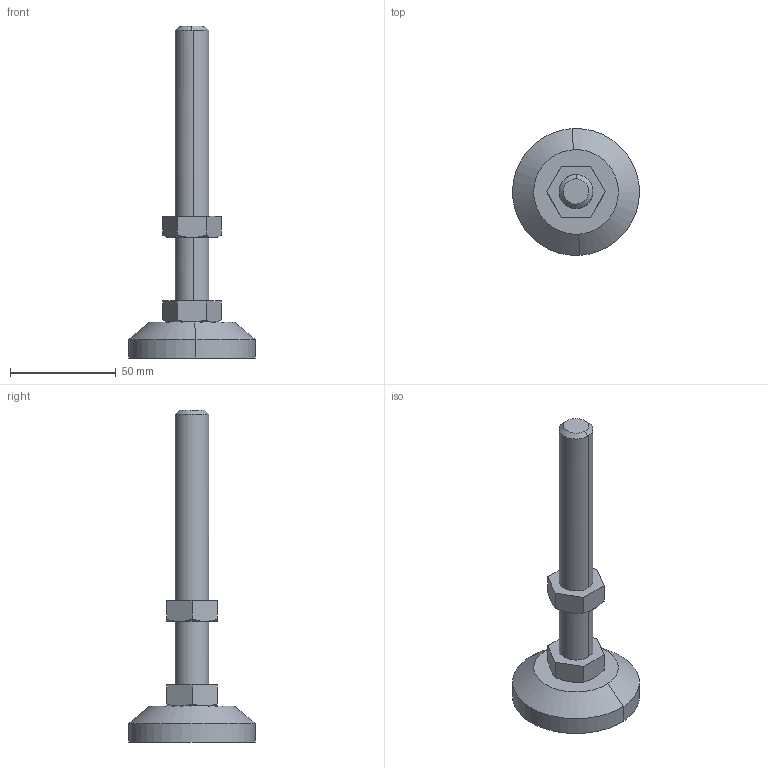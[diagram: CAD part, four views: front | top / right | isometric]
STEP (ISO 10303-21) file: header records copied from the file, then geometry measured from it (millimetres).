
FILE_DESCRIPTION((''),'2;1');
FILE_NAME('','2008-05-01T20:55:49',(''),(''),'','CADfix','');
FILE_SCHEMA(('AUTOMOTIVE_DESIGN { 1 0 10303 214 1 1 1 1 }'));
Length unit declared in the file: millimetre
Bounding box: 60 x 59.89 x 157 mm (x, y, z)
Volume: 66149.7 mm3; surface area: 19589.9 mm2
Topology: 3 solids, 3 shells, 67 faces, 200 edges, 144 vertices
Faces by surface type: bspline 67
Entity records: 2651 total; most frequent: CARTESIAN_POINT 1479, ORIENTED_EDGE 400, EDGE_CURVE 200, VERTEX_POINT 144, QUASI_UNIFORM_CURVE 98, EDGE_LOOP 76, FACE_OUTER_BOUND 67, ADVANCED_FACE 67
